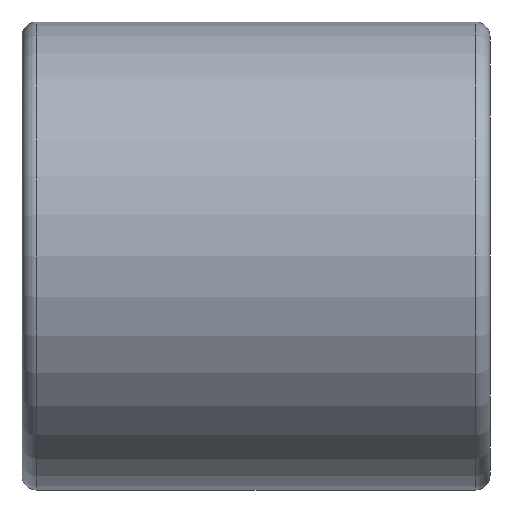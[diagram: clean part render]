
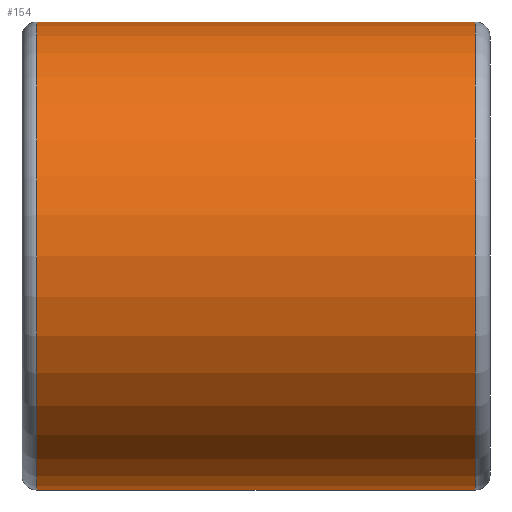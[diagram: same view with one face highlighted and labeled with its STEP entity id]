
A CAD part, left-side view. The second image highlights one B-rep face of the part: STEP entity #154.
In plain terms, the highlighted cylindrical face has radius 4 mm (diameter 8 mm), a partial arc.
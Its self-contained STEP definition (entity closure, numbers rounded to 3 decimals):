
#3 = CIRCLE ( 'NONE', #237, 4. ) ;
#4 = CARTESIAN_POINT ( 'NONE',  ( 0., 7.75, -4. ) ) ;
#6 = LINE ( 'NONE', #222, #306 ) ;
#10 = VERTEX_POINT ( 'NONE', #83 ) ;
#31 = ORIENTED_EDGE ( 'NONE', *, *, #141, .T. ) ;
#38 = EDGE_CURVE ( 'NONE', #363, #166, #325, .T. ) ;
#41 = EDGE_LOOP ( 'NONE', ( #290, #96, #303, #31 ) ) ;
#83 = CARTESIAN_POINT ( 'NONE',  ( 0., 0.25, 4. ) ) ;
#90 = CARTESIAN_POINT ( 'NONE',  ( 0., 0.25, -4. ) ) ;
#95 = DIRECTION ( 'NONE',  ( 0., 0., 1. ) ) ;
#96 = ORIENTED_EDGE ( 'NONE', *, *, #255, .T. ) ;
#112 = CYLINDRICAL_SURFACE ( 'NONE', #227, 4. ) ;
#141 = EDGE_CURVE ( 'NONE', #166, #10, #360, .T. ) ;
#144 = DIRECTION ( 'NONE',  ( 0., 1., 0. ) ) ;
#146 = DIRECTION ( 'NONE',  ( 0., 0., -1. ) ) ;
#154 = ADVANCED_FACE ( 'NONE', ( #308 ), #112, .T. ) ;
#166 = VERTEX_POINT ( 'NONE', #90 ) ;
#178 = DIRECTION ( 'NONE',  ( 0., -1., 0. ) ) ;
#198 = CARTESIAN_POINT ( 'NONE',  ( 0., 8., -4. ) ) ;
#203 = DIRECTION ( 'NONE',  ( 0., 0., 1. ) ) ;
#222 = CARTESIAN_POINT ( 'NONE',  ( 0., 8., 4. ) ) ;
#227 = AXIS2_PLACEMENT_3D ( 'NONE', #272, #396, #146 ) ;
#237 = AXIS2_PLACEMENT_3D ( 'NONE', #405, #178, #95 ) ;
#255 = EDGE_CURVE ( 'NONE', #282, #363, #3, .T. ) ;
#272 = CARTESIAN_POINT ( 'NONE',  ( 0., 8., 0. ) ) ;
#279 = AXIS2_PLACEMENT_3D ( 'NONE', #310, #144, #203 ) ;
#282 = VERTEX_POINT ( 'NONE', #342 ) ;
#287 = VECTOR ( 'NONE', #333, 1000. ) ;
#290 = ORIENTED_EDGE ( 'NONE', *, *, #345, .F. ) ;
#303 = ORIENTED_EDGE ( 'NONE', *, *, #38, .T. ) ;
#306 = VECTOR ( 'NONE', #321, 1000. ) ;
#308 = FACE_OUTER_BOUND ( 'NONE', #41, .T. ) ;
#310 = CARTESIAN_POINT ( 'NONE',  ( 0., 0.25, 0. ) ) ;
#321 = DIRECTION ( 'NONE',  ( 0., -1., 0. ) ) ;
#325 = LINE ( 'NONE', #198, #287 ) ;
#333 = DIRECTION ( 'NONE',  ( 0., -1., 0. ) ) ;
#342 = CARTESIAN_POINT ( 'NONE',  ( 0., 7.75, 4. ) ) ;
#345 = EDGE_CURVE ( 'NONE', #282, #10, #6, .T. ) ;
#360 = CIRCLE ( 'NONE', #279, 4. ) ;
#363 = VERTEX_POINT ( 'NONE', #4 ) ;
#396 = DIRECTION ( 'NONE',  ( 0., -1., 0. ) ) ;
#405 = CARTESIAN_POINT ( 'NONE',  ( 0., 7.75, 0. ) ) ;
